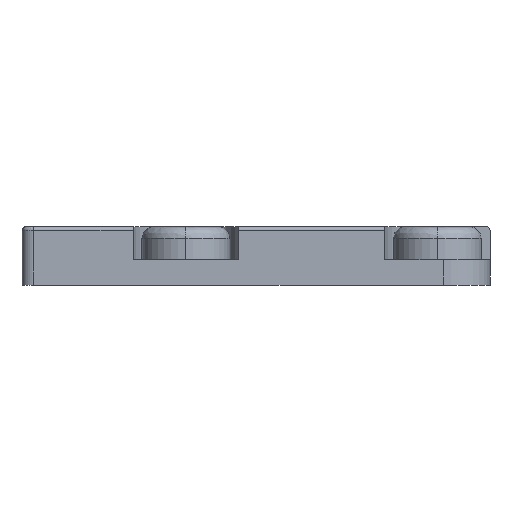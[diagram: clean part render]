
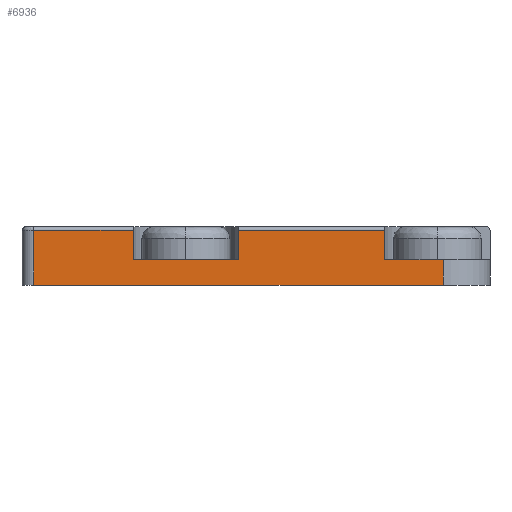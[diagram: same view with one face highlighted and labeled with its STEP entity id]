
A CAD part, left-side view. The second image highlights one B-rep face of the part: STEP entity #6936.
In plain terms, the highlighted planar face has unit normal (-1, 0, 0).
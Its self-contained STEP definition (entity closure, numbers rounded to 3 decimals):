
#125 = VERTEX_POINT ( 'NONE', #1545 ) ;
#158 = LINE ( 'NONE', #490, #1683 ) ;
#195 = VERTEX_POINT ( 'NONE', #371 ) ;
#207 = AXIS2_PLACEMENT_3D ( 'NONE', #6587, #2347, #3615 ) ;
#262 = CARTESIAN_POINT ( 'NONE',  ( -20., 1.5, 4.7 ) ) ;
#319 = DIRECTION ( 'NONE',  ( 0., -1., 0. ) ) ;
#371 = CARTESIAN_POINT ( 'NONE',  ( -20., 19., 4.7 ) ) ;
#490 = CARTESIAN_POINT ( 'NONE',  ( -20., 1.5, 5. ) ) ;
#612 = EDGE_LOOP ( 'NONE', ( #7341, #2503, #4411, #7150, #6290, #6675, #5485, #6421, #8034, #3719 ) ) ;
#622 = DIRECTION ( 'NONE',  ( 0., -1., 0. ) ) ;
#728 = VERTEX_POINT ( 'NONE', #262 ) ;
#823 = VERTEX_POINT ( 'NONE', #5371 ) ;
#882 = CARTESIAN_POINT ( 'NONE',  ( -20., -20., 4.7 ) ) ;
#935 = LINE ( 'NONE', #4576, #7177 ) ;
#946 = LINE ( 'NONE', #5100, #6583 ) ;
#969 = CARTESIAN_POINT ( 'NONE',  ( -20., 1.5, 2.2 ) ) ;
#1106 = VECTOR ( 'NONE', #5712, 1000. ) ;
#1471 = EDGE_CURVE ( 'NONE', #5309, #195, #2958, .T. ) ;
#1545 = CARTESIAN_POINT ( 'NONE',  ( -20., -16., 2.2 ) ) ;
#1683 = VECTOR ( 'NONE', #1723, 1000. ) ;
#1709 = CARTESIAN_POINT ( 'NONE',  ( -20., 0., 0. ) ) ;
#1723 = DIRECTION ( 'NONE',  ( 0., 0., 1. ) ) ;
#1877 = CARTESIAN_POINT ( 'NONE',  ( -20., -20., 2.2 ) ) ;
#1889 = DIRECTION ( 'NONE',  ( 0., 1., 0. ) ) ;
#2101 = CARTESIAN_POINT ( 'NONE',  ( -20., -20., 4.7 ) ) ;
#2347 = DIRECTION ( 'NONE',  ( 1., 0., 0. ) ) ;
#2374 = VERTEX_POINT ( 'NONE', #2466 ) ;
#2451 = VECTOR ( 'NONE', #3330, 1000. ) ;
#2466 = CARTESIAN_POINT ( 'NONE',  ( -20., -11., 4.7 ) ) ;
#2503 = ORIENTED_EDGE ( 'NONE', *, *, #5980, .F. ) ;
#2593 = EDGE_CURVE ( 'NONE', #6466, #823, #5206, .T. ) ;
#2958 = LINE ( 'NONE', #6115, #7430 ) ;
#2971 = LINE ( 'NONE', #1877, #6084 ) ;
#3208 = VECTOR ( 'NONE', #622, 1000. ) ;
#3226 = DIRECTION ( 'NONE',  ( 0., 0., -1. ) ) ;
#3306 = EDGE_CURVE ( 'NONE', #728, #2374, #5366, .T. ) ;
#3330 = DIRECTION ( 'NONE',  ( 0., -1., 0. ) ) ;
#3607 = VERTEX_POINT ( 'NONE', #969 ) ;
#3615 = DIRECTION ( 'NONE',  ( 0., 0., -1. ) ) ;
#3719 = ORIENTED_EDGE ( 'NONE', *, *, #1471, .F. ) ;
#3757 = CARTESIAN_POINT ( 'NONE',  ( -20., -11., 2.2 ) ) ;
#3798 = EDGE_CURVE ( 'NONE', #6467, #125, #2971, .T. ) ;
#3898 = FACE_OUTER_BOUND ( 'NONE', #612, .T. ) ;
#3942 = DIRECTION ( 'NONE',  ( 0., 0., -1. ) ) ;
#4284 = EDGE_CURVE ( 'NONE', #5993, #5309, #4858, .T. ) ;
#4411 = ORIENTED_EDGE ( 'NONE', *, *, #3798, .F. ) ;
#4576 = CARTESIAN_POINT ( 'NONE',  ( -20., -16., 5. ) ) ;
#4858 = LINE ( 'NONE', #1709, #7760 ) ;
#4877 = DIRECTION ( 'NONE',  ( 0., 0., 1. ) ) ;
#5008 = DIRECTION ( 'NONE',  ( 0., -1., 0. ) ) ;
#5049 = EDGE_CURVE ( 'NONE', #2374, #6467, #946, .T. ) ;
#5059 = CARTESIAN_POINT ( 'NONE',  ( -20., 19., 0. ) ) ;
#5100 = CARTESIAN_POINT ( 'NONE',  ( -20., -11., 5. ) ) ;
#5174 = EDGE_CURVE ( 'NONE', #195, #6466, #7351, .T. ) ;
#5206 = LINE ( 'NONE', #7898, #1106 ) ;
#5309 = VERTEX_POINT ( 'NONE', #5059 ) ;
#5366 = LINE ( 'NONE', #2101, #2451 ) ;
#5371 = CARTESIAN_POINT ( 'NONE',  ( -20., 10.5, 2.2 ) ) ;
#5485 = ORIENTED_EDGE ( 'NONE', *, *, #6043, .F. ) ;
#5692 = CARTESIAN_POINT ( 'NONE',  ( -20., -16., 0. ) ) ;
#5712 = DIRECTION ( 'NONE',  ( 0., 0., -1. ) ) ;
#5837 = PLANE ( 'NONE',  #207 ) ;
#5980 = EDGE_CURVE ( 'NONE', #125, #5993, #935, .T. ) ;
#5993 = VERTEX_POINT ( 'NONE', #5692 ) ;
#6043 = EDGE_CURVE ( 'NONE', #823, #3607, #7089, .T. ) ;
#6084 = VECTOR ( 'NONE', #5008, 1000. ) ;
#6115 = CARTESIAN_POINT ( 'NONE',  ( -20., 19., 5. ) ) ;
#6290 = ORIENTED_EDGE ( 'NONE', *, *, #3306, .F. ) ;
#6421 = ORIENTED_EDGE ( 'NONE', *, *, #2593, .F. ) ;
#6466 = VERTEX_POINT ( 'NONE', #6729 ) ;
#6467 = VERTEX_POINT ( 'NONE', #3757 ) ;
#6583 = VECTOR ( 'NONE', #3226, 1000. ) ;
#6587 = CARTESIAN_POINT ( 'NONE',  ( -20., -20., 5. ) ) ;
#6675 = ORIENTED_EDGE ( 'NONE', *, *, #7766, .F. ) ;
#6729 = CARTESIAN_POINT ( 'NONE',  ( -20., 10.5, 4.7 ) ) ;
#6888 = CARTESIAN_POINT ( 'NONE',  ( -20., -20., 2.2 ) ) ;
#6936 = ADVANCED_FACE ( 'NONE', ( #3898 ), #5837, .F. ) ;
#7089 = LINE ( 'NONE', #6888, #3208 ) ;
#7150 = ORIENTED_EDGE ( 'NONE', *, *, #5049, .F. ) ;
#7177 = VECTOR ( 'NONE', #3942, 1000. ) ;
#7341 = ORIENTED_EDGE ( 'NONE', *, *, #4284, .F. ) ;
#7351 = LINE ( 'NONE', #882, #7453 ) ;
#7430 = VECTOR ( 'NONE', #4877, 1000. ) ;
#7453 = VECTOR ( 'NONE', #319, 1000. ) ;
#7760 = VECTOR ( 'NONE', #1889, 1000. ) ;
#7766 = EDGE_CURVE ( 'NONE', #3607, #728, #158, .T. ) ;
#7898 = CARTESIAN_POINT ( 'NONE',  ( -20., 10.5, 5. ) ) ;
#8034 = ORIENTED_EDGE ( 'NONE', *, *, #5174, .F. ) ;
